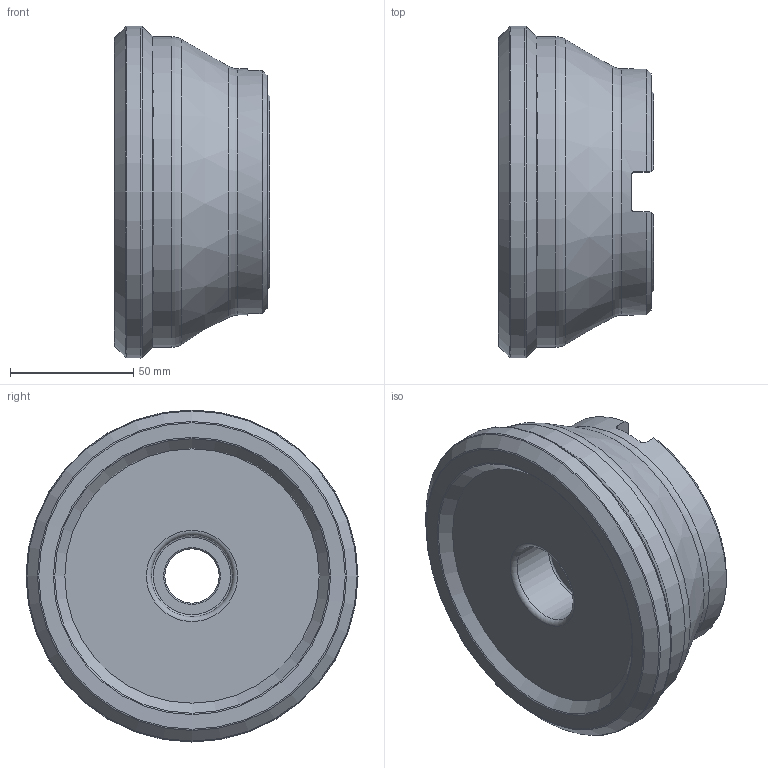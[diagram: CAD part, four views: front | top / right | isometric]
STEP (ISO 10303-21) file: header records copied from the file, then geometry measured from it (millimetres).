
FILE_DESCRIPTION(/* description */ (''),/* implementation_level */ '2;1');
FILE_NAME(/* name */ '125A08R_S45OD06D_SIM.stp',/* time_stamp */ '2020-01-14T09:55:55+01:00',/* author */ (''),/* organization */ (''),/* preprocessor_version */ 'ST-DEVELOPER v16.7',/* originating_system */ 'SIEMENS PLM Software NX 12.0',/* authorisation */ '');
FILE_SCHEMA (('AUTOMOTIVE_DESIGN { 1 0 10303 214 3 1 1 1 }'));
Length unit declared in the file: millimetre
Products named in the file (1): wq7006004AE132sr
Bounding box: 62.99 x 134.75 x 134.75 mm (x, y, z)
Volume: 633390.9 mm3; surface area: 70297.6 mm2
Topology: 2 solids, 2 shells, 64 faces, 144 edges, 85 vertices
Faces by surface type: plane 19, revolution 15, cone 14, cylinder 10, torus 6
Full cylindrical faces by diameter (mm): 22 x1, 33 x1, 40 x1, 42 x1, 100 x1, 126 x1
Entity records: 1783 total; most frequent: CARTESIAN_POINT 493, DIRECTION 253, ORIENTED_EDGE 206, AXIS2_PLACEMENT_3D 105, EDGE_LOOP 104, EDGE_CURVE 103, FACE_BOUND 80, VERTEX_POINT 79
